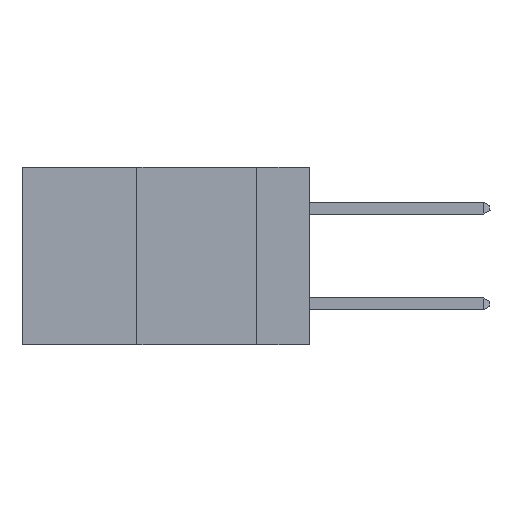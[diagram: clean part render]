
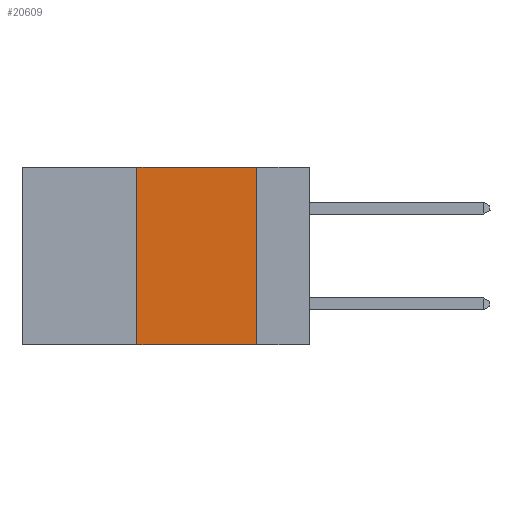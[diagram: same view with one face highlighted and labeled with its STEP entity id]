
A CAD part, left-side view. The second image highlights one B-rep face of the part: STEP entity #20609.
In plain terms, the highlighted planar face has unit normal (-1, 0, 0).
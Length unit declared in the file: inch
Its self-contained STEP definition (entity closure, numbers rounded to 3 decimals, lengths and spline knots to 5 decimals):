
#734 = CARTESIAN_POINT ( 'NONE',  ( 0., 0.36, 0. ) ) ;
#1797 = CARTESIAN_POINT ( 'NONE',  ( 0., 0.6, 0. ) ) ;
#4268 = LINE ( 'NONE', #734, #6002 ) ;
#4759 = EDGE_LOOP ( 'NONE', ( #5949, #17574, #20979, #19159 ) ) ;
#5949 = ORIENTED_EDGE ( 'NONE', *, *, #12076, .F. ) ;
#6002 = VECTOR ( 'NONE', #10977, 39.37008 ) ;
#6557 = LINE ( 'NONE', #35052, #16750 ) ;
#7141 = VERTEX_POINT ( 'NONE', #35477 ) ;
#7325 = CARTESIAN_POINT ( 'NONE',  ( 0., 0.36, -0.37 ) ) ;
#10977 = DIRECTION ( 'NONE',  ( 0., 0., 1. ) ) ;
#11012 = CARTESIAN_POINT ( 'NONE',  ( 0., 0.36, 0. ) ) ;
#12076 = EDGE_CURVE ( 'NONE', #21639, #7141, #20319, .T. ) ;
#13330 = CARTESIAN_POINT ( 'NONE',  ( 0., 0.11, 0. ) ) ;
#14058 = CARTESIAN_POINT ( 'NONE',  ( 0., 0.11, 0. ) ) ;
#15004 = VERTEX_POINT ( 'NONE', #7325 ) ;
#16750 = VECTOR ( 'NONE', #19332, 39.37008 ) ;
#16830 = EDGE_CURVE ( 'NONE', #32797, #21639, #6557, .T. ) ;
#17199 = DIRECTION ( 'NONE',  ( 0., 0., -1. ) ) ;
#17350 = LINE ( 'NONE', #26575, #39312 ) ;
#17574 = ORIENTED_EDGE ( 'NONE', *, *, #16830, .F. ) ;
#19159 = ORIENTED_EDGE ( 'NONE', *, *, #26600, .T. ) ;
#19332 = DIRECTION ( 'NONE',  ( 0., -1., 0. ) ) ;
#20319 = LINE ( 'NONE', #14058, #28842 ) ;
#20609 = ADVANCED_FACE ( 'NONE', ( #30694 ), #30903, .F. ) ;
#20979 = ORIENTED_EDGE ( 'NONE', *, *, #30486, .F. ) ;
#21639 = VERTEX_POINT ( 'NONE', #13330 ) ;
#26575 = CARTESIAN_POINT ( 'NONE',  ( 0., 0.6, -0.37 ) ) ;
#26600 = EDGE_CURVE ( 'NONE', #15004, #7141, #17350, .T. ) ;
#28842 = VECTOR ( 'NONE', #17199, 39.37008 ) ;
#30155 = DIRECTION ( 'NONE',  ( 0., -1., 0. ) ) ;
#30486 = EDGE_CURVE ( 'NONE', #15004, #32797, #4268, .T. ) ;
#30694 = FACE_OUTER_BOUND ( 'NONE', #4759, .T. ) ;
#30903 = PLANE ( 'NONE',  #36396 ) ;
#32797 = VERTEX_POINT ( 'NONE', #11012 ) ;
#33833 = DIRECTION ( 'NONE',  ( 0., 0., -1. ) ) ;
#35052 = CARTESIAN_POINT ( 'NONE',  ( 0., 0.6, 0. ) ) ;
#35477 = CARTESIAN_POINT ( 'NONE',  ( 0., 0.11, -0.37 ) ) ;
#36396 = AXIS2_PLACEMENT_3D ( 'NONE', #1797, #40728, #33833 ) ;
#39312 = VECTOR ( 'NONE', #30155, 39.37008 ) ;
#40728 = DIRECTION ( 'NONE',  ( 1., 0., 0. ) ) ;
